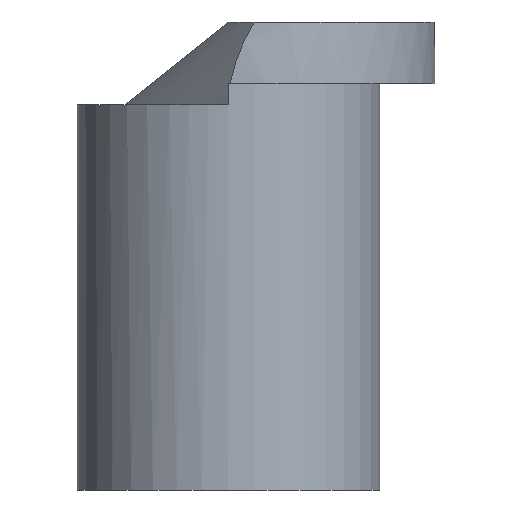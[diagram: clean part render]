
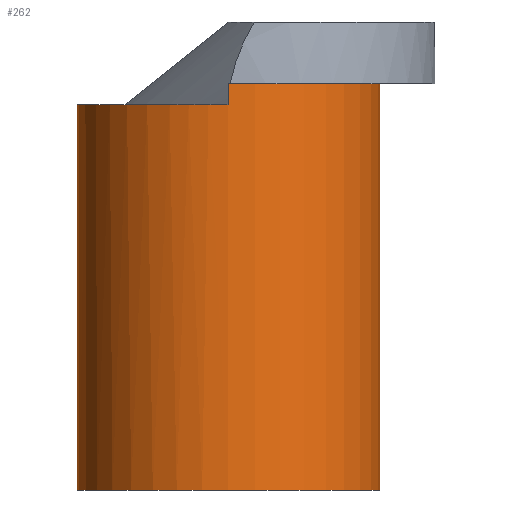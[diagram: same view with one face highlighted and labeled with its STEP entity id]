
A CAD part, front view. The second image highlights one B-rep face of the part: STEP entity #262.
In plain terms, the highlighted cylindrical face has radius 5.5 mm (diameter 11 mm), a full revolution.
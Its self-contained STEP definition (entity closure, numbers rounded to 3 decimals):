
#20=CYLINDRICAL_SURFACE('',#308,5.5);
#34=FACE_OUTER_BOUND('',#49,.T.);
#49=EDGE_LOOP('',(#227,#228,#229,#230,#231,#232,#233,#234,#235,#236));
#51=CIRCLE('',#280,5.5);
#54=CIRCLE('',#294,5.5);
#55=CIRCLE('',#297,5.5);
#56=CIRCLE('',#306,5.5);
#57=CIRCLE('',#307,5.5);
#58=CIRCLE('',#309,5.5);
#61=LINE('',#414,#78);
#66=LINE('',#425,#83);
#75=LINE('',#482,#92);
#78=VECTOR('',#329,10.);
#83=VECTOR('',#338,10.);
#92=VECTOR('',#391,5.5);
#105=VERTEX_POINT('',#401);
#106=VERTEX_POINT('',#403);
#110=VERTEX_POINT('',#413);
#114=VERTEX_POINT('',#423);
#118=VERTEX_POINT('',#447);
#122=VERTEX_POINT('',#460);
#125=VERTEX_POINT('',#477);
#126=VERTEX_POINT('',#481);
#129=EDGE_CURVE('',#106,#105,#51,.T.);
#134=EDGE_CURVE('',#110,#106,#61,.T.);
#140=EDGE_CURVE('',#114,#105,#66,.T.);
#149=EDGE_CURVE('',#110,#118,#54,.T.);
#153=EDGE_CURVE('',#122,#114,#55,.T.);
#160=EDGE_CURVE('',#118,#125,#56,.T.);
#161=EDGE_CURVE('',#125,#122,#57,.T.);
#162=EDGE_CURVE('',#125,#126,#75,.T.);
#163=EDGE_CURVE('',#126,#126,#58,.T.);
#227=ORIENTED_EDGE('',*,*,#160,.F.);
#228=ORIENTED_EDGE('',*,*,#149,.F.);
#229=ORIENTED_EDGE('',*,*,#134,.T.);
#230=ORIENTED_EDGE('',*,*,#129,.T.);
#231=ORIENTED_EDGE('',*,*,#140,.F.);
#232=ORIENTED_EDGE('',*,*,#153,.F.);
#233=ORIENTED_EDGE('',*,*,#161,.F.);
#234=ORIENTED_EDGE('',*,*,#162,.T.);
#235=ORIENTED_EDGE('',*,*,#163,.T.);
#236=ORIENTED_EDGE('',*,*,#162,.F.);
#262=ADVANCED_FACE('',(#34),#20,.T.);
#280=AXIS2_PLACEMENT_3D('',#404,#318,#319);
#294=AXIS2_PLACEMENT_3D('',#455,#355,#356);
#297=AXIS2_PLACEMENT_3D('',#462,#363,#364);
#306=AXIS2_PLACEMENT_3D('',#478,#385,#386);
#307=AXIS2_PLACEMENT_3D('',#479,#387,#388);
#308=AXIS2_PLACEMENT_3D('',#480,#389,#390);
#309=AXIS2_PLACEMENT_3D('',#483,#392,#393);
#318=DIRECTION('center_axis',(0.,0.,-1.));
#319=DIRECTION('ref_axis',(-1.,0.,0.));
#329=DIRECTION('',(0.,0.,1.));
#338=DIRECTION('',(0.,0.,1.));
#355=DIRECTION('center_axis',(0.,0.,1.));
#356=DIRECTION('ref_axis',(1.,0.,0.));
#363=DIRECTION('center_axis',(0.,0.,1.));
#364=DIRECTION('ref_axis',(1.,0.,0.));
#385=DIRECTION('center_axis',(0.,0.,1.));
#386=DIRECTION('ref_axis',(1.,0.,0.));
#387=DIRECTION('center_axis',(0.,0.,1.));
#388=DIRECTION('ref_axis',(1.,0.,0.));
#389=DIRECTION('center_axis',(0.,0.,1.));
#390=DIRECTION('ref_axis',(1.,0.,0.));
#391=DIRECTION('',(0.,0.,-1.));
#392=DIRECTION('center_axis',(0.,0.,1.));
#393=DIRECTION('ref_axis',(1.,0.,0.));
#401=CARTESIAN_POINT('',(0.,-5.5,14.75));
#403=CARTESIAN_POINT('',(0.,5.5,14.75));
#404=CARTESIAN_POINT('Origin',(0.,0.,14.75));
#413=CARTESIAN_POINT('',(0.,5.5,14.));
#414=CARTESIAN_POINT('',(0.,5.5,14.));
#423=CARTESIAN_POINT('',(0.,-5.5,14.));
#425=CARTESIAN_POINT('',(0.,-5.5,14.));
#447=CARTESIAN_POINT('',(-2.138,5.067,14.));
#455=CARTESIAN_POINT('Origin',(0.,0.,14.));
#460=CARTESIAN_POINT('',(-2.138,-5.067,14.));
#462=CARTESIAN_POINT('Origin',(0.,0.,14.));
#477=CARTESIAN_POINT('',(-5.5,0.,14.));
#478=CARTESIAN_POINT('Origin',(0.,0.,14.));
#479=CARTESIAN_POINT('Origin',(0.,0.,14.));
#480=CARTESIAN_POINT('Origin',(0.,0.,0.));
#481=CARTESIAN_POINT('',(-5.5,0.,0.));
#482=CARTESIAN_POINT('',(-5.5,0.,0.));
#483=CARTESIAN_POINT('Origin',(0.,0.,0.));
